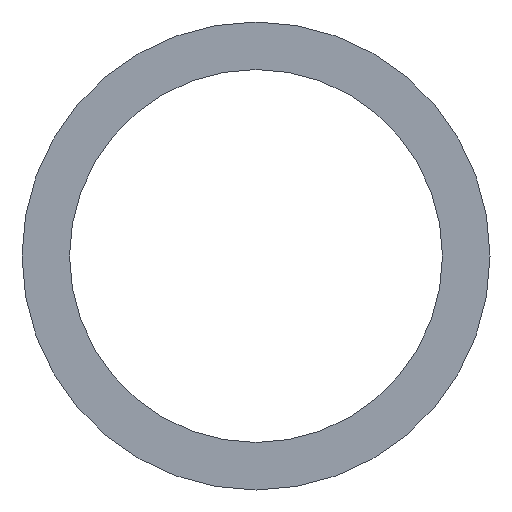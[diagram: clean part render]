
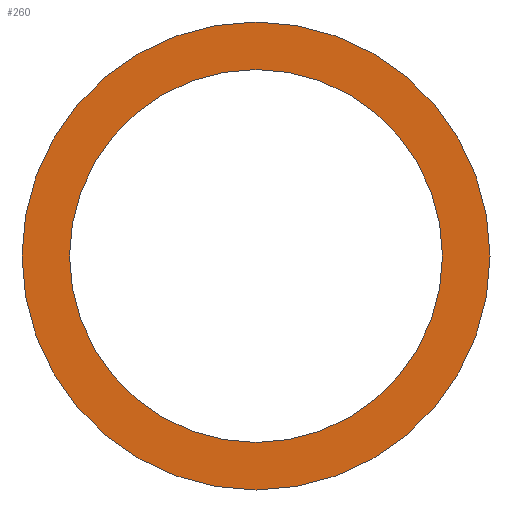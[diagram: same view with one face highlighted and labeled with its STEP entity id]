
A CAD part, left-side view. The second image highlights one B-rep face of the part: STEP entity #260.
In plain terms, the highlighted planar face has unit normal (-1, 0, 0).
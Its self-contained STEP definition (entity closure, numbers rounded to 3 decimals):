
#46=CARTESIAN_POINT('',(-2.,0.,0.));
#47=DIRECTION('',(-1.,0.,0.));
#48=DIRECTION('',(0.,0.,-1.));
#49=AXIS2_PLACEMENT_3D('',#46,#47,#48);
#55=CARTESIAN_POINT('',(-2.,0.,0.));
#56=DIRECTION('',(1.,0.,0.));
#57=DIRECTION('',(0.,0.,-1.));
#58=AXIS2_PLACEMENT_3D('',#55,#56,#57);
#64=CARTESIAN_POINT('',(-2.,0.,0.));
#65=DIRECTION('',(-1.,0.,0.));
#66=DIRECTION('',(0.,0.,-1.));
#67=AXIS2_PLACEMENT_3D('',#64,#65,#66);
#69=CARTESIAN_POINT('',(-2.,0.,0.));
#70=DIRECTION('',(1.,0.,0.));
#71=DIRECTION('',(0.,0.,-1.));
#72=AXIS2_PLACEMENT_3D('',#69,#70,#71);
#118=CARTESIAN_POINT('',(-2.,0.,-2.51));
#119=VERTEX_POINT('',#118);
#120=CARTESIAN_POINT('',(-2.,0.,-2.));
#122=VERTEX_POINT('',#120);
#130=CARTESIAN_POINT('',(-2.,0.,2.51));
#131=VERTEX_POINT('',#130);
#132=CARTESIAN_POINT('',(-2.,0.,2.));
#134=VERTEX_POINT('',#132);
#245=CARTESIAN_POINT('',(-2.,0.,0.));
#246=DIRECTION('',(-1.,0.,0.));
#247=DIRECTION('',(0.,0.,-1.));
#248=AXIS2_PLACEMENT_3D('',#245,#246,#247);
#249=PLANE('',#248);
#251=ORIENTED_EDGE('',*,*,#250,.F.);
#253=ORIENTED_EDGE('',*,*,#252,.T.);
#254=EDGE_LOOP('',(#251,#253));
#255=FACE_OUTER_BOUND('',#254,.F.);
#256=ORIENTED_EDGE('',*,*,#231,.F.);
#257=ORIENTED_EDGE('',*,*,#213,.T.);
#258=EDGE_LOOP('',(#256,#257));
#259=FACE_BOUND('',#258,.F.);
#50=CIRCLE('',#49,2.);
#59=CIRCLE('',#58,2.);
#68=CIRCLE('',#67,2.51);
#73=CIRCLE('',#72,2.51);
#213=EDGE_CURVE('',#122,#134,#50,.T.);
#231=EDGE_CURVE('',#122,#134,#59,.T.);
#250=EDGE_CURVE('',#119,#131,#68,.T.);
#252=EDGE_CURVE('',#119,#131,#73,.T.);
#260=ADVANCED_FACE('',(#255,#259),#249,.T.);
